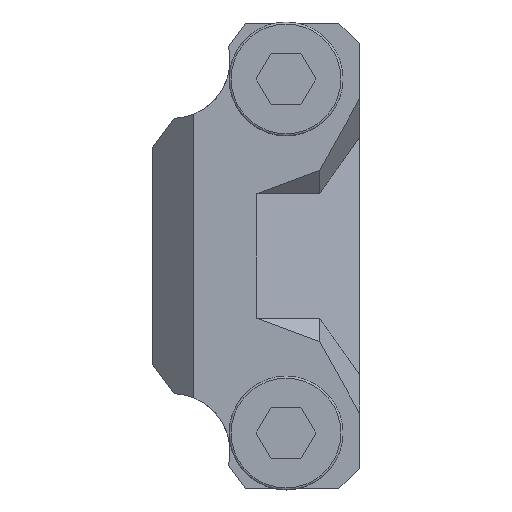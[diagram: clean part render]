
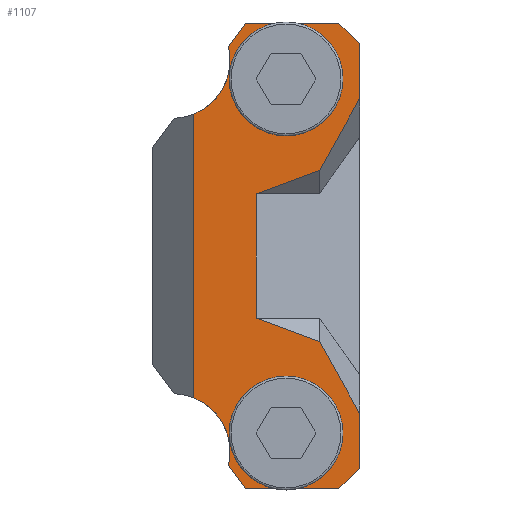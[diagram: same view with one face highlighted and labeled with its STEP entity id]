
A CAD part, front view. The second image highlights one B-rep face of the part: STEP entity #1107.
In plain terms, the highlighted face is planar.
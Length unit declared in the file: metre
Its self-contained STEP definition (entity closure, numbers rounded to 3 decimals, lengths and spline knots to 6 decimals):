
#59=LINE('',#1602,#191);
#63=LINE('',#1610,#195);
#131=LINE('',#1748,#263);
#141=LINE('',#1778,#273);
#144=LINE('',#1784,#276);
#145=LINE('',#1789,#277);
#147=LINE('',#1798,#279);
#148=LINE('',#1799,#280);
#149=LINE('',#1800,#281);
#150=LINE('',#1801,#282);
#151=LINE('',#1803,#283);
#152=LINE('',#1805,#284);
#153=LINE('',#1807,#285);
#154=LINE('',#1809,#286);
#191=VECTOR('',#1307,1.);
#195=VECTOR('',#1311,1.);
#263=VECTOR('',#1425,1.);
#273=VECTOR('',#1455,1.);
#276=VECTOR('',#1460,1.);
#277=VECTOR('',#1467,1.);
#279=VECTOR('',#1477,1.);
#280=VECTOR('',#1478,1.);
#281=VECTOR('',#1479,1.);
#282=VECTOR('',#1480,1.);
#283=VECTOR('',#1481,1.);
#284=VECTOR('',#1482,1.);
#285=VECTOR('',#1483,1.);
#286=VECTOR('',#1484,1.);
#494=ORIENTED_EDGE('',*,*,#634,.F.);
#495=ORIENTED_EDGE('',*,*,#732,.T.);
#496=ORIENTED_EDGE('',*,*,#728,.T.);
#497=ORIENTED_EDGE('',*,*,#708,.F.);
#498=ORIENTED_EDGE('',*,*,#712,.T.);
#499=ORIENTED_EDGE('',*,*,#733,.T.);
#500=ORIENTED_EDGE('',*,*,#717,.F.);
#501=ORIENTED_EDGE('',*,*,#723,.T.);
#502=ORIENTED_EDGE('',*,*,#726,.F.);
#503=ORIENTED_EDGE('',*,*,#734,.T.);
#504=ORIENTED_EDGE('',*,*,#638,.F.);
#505=ORIENTED_EDGE('',*,*,#735,.T.);
#506=ORIENTED_EDGE('',*,*,#736,.T.);
#507=ORIENTED_EDGE('',*,*,#737,.T.);
#508=ORIENTED_EDGE('',*,*,#738,.T.);
#509=ORIENTED_EDGE('',*,*,#739,.T.);
#510=ORIENTED_EDGE('',*,*,#727,.F.);
#511=ORIENTED_EDGE('',*,*,#730,.F.);
#634=EDGE_CURVE('',#777,#778,#59,.T.);
#638=EDGE_CURVE('',#781,#782,#63,.T.);
#708=EDGE_CURVE('',#828,#829,#131,.T.);
#712=EDGE_CURVE('',#828,#831,#860,.T.);
#717=EDGE_CURVE('',#834,#835,#861,.T.);
#723=EDGE_CURVE('',#834,#838,#141,.T.);
#726=EDGE_CURVE('',#840,#838,#144,.T.);
#727=EDGE_CURVE('',#841,#841,#863,.T.);
#728=EDGE_CURVE('',#842,#829,#145,.T.);
#730=EDGE_CURVE('',#843,#843,#864,.T.);
#732=EDGE_CURVE('',#777,#842,#147,.T.);
#733=EDGE_CURVE('',#831,#835,#148,.T.);
#734=EDGE_CURVE('',#840,#782,#149,.F.);
#735=EDGE_CURVE('',#781,#845,#150,.T.);
#736=EDGE_CURVE('',#845,#846,#151,.T.);
#737=EDGE_CURVE('',#846,#847,#152,.T.);
#738=EDGE_CURVE('',#847,#848,#153,.F.);
#739=EDGE_CURVE('',#848,#778,#154,.F.);
#777=VERTEX_POINT('',#1601);
#778=VERTEX_POINT('',#1603);
#781=VERTEX_POINT('',#1609);
#782=VERTEX_POINT('',#1611);
#828=VERTEX_POINT('',#1747);
#829=VERTEX_POINT('',#1749);
#831=VERTEX_POINT('',#1755);
#834=VERTEX_POINT('',#1767);
#835=VERTEX_POINT('',#1768);
#838=VERTEX_POINT('',#1777);
#840=VERTEX_POINT('',#1783);
#841=VERTEX_POINT('',#1787);
#842=VERTEX_POINT('',#1790);
#843=VERTEX_POINT('',#1794);
#845=VERTEX_POINT('',#1802);
#846=VERTEX_POINT('',#1804);
#847=VERTEX_POINT('',#1806);
#848=VERTEX_POINT('',#1808);
#860=CIRCLE('',#1197,0.0028);
#861=CIRCLE('',#1201,0.0028);
#863=CIRCLE('',#1207,0.00165);
#864=CIRCLE('',#1210,0.00165);
#923=EDGE_LOOP('',(#494,#495,#496,#497,#498,#499,#500,#501,#502,#503,#504,
#505,#506,#507,#508,#509));
#924=EDGE_LOOP('',(#510));
#925=EDGE_LOOP('',(#511));
#995=FACE_BOUND('',#923,.T.);
#996=FACE_BOUND('',#924,.T.);
#997=FACE_BOUND('',#925,.T.);
#1048=PLANE('',#1212);
#1107=ADVANCED_FACE('',(#995,#996,#997),#1048,.T.);
#1197=AXIS2_PLACEMENT_3D('',#1756,#1432,#1433);
#1201=AXIS2_PLACEMENT_3D('',#1766,#1444,#1445);
#1207=AXIS2_PLACEMENT_3D('',#1786,#1463,#1464);
#1210=AXIS2_PLACEMENT_3D('',#1793,#1471,#1472);
#1212=AXIS2_PLACEMENT_3D('',#1797,#1475,#1476);
#1307=DIRECTION('',(0.,-1.,0.));
#1311=DIRECTION('',(0.,-1.,0.));
#1425=DIRECTION('',(-0.6,0.8,0.));
#1432=DIRECTION('',(0.,0.,1.));
#1433=DIRECTION('',(0.,1.,0.));
#1444=DIRECTION('',(0.,0.,-1.));
#1445=DIRECTION('',(0.,1.,0.));
#1455=DIRECTION('',(-0.6,-0.8,0.));
#1460=DIRECTION('',(1.,0.,0.));
#1463=DIRECTION('',(0.,0.,-1.));
#1464=DIRECTION('',(0.,1.,0.));
#1467=DIRECTION('',(1.,0.,0.));
#1471=DIRECTION('',(0.,0.,-1.));
#1472=DIRECTION('',(0.,1.,0.));
#1475=DIRECTION('',(0.,0.,-1.));
#1476=DIRECTION('',(1.,0.,0.));
#1477=DIRECTION('',(0.707,0.707,0.));
#1478=DIRECTION('',(0.,-1.,0.));
#1479=DIRECTION('',(0.707,-0.707,0.));
#1480=DIRECTION('',(0.489,0.872,0.));
#1481=DIRECTION('',(0.937,0.348,0.));
#1482=DIRECTION('',(0.,1.,0.));
#1483=DIRECTION('',(0.937,-0.348,0.));
#1484=DIRECTION('',(0.489,-0.872,0.));
#1601=CARTESIAN_POINT('',(-0.02205,-0.009,-0.0134));
#1602=CARTESIAN_POINT('',(-0.02205,-0.0219,-0.0134));
#1603=CARTESIAN_POINT('',(-0.02205,-0.011664,-0.0134));
#1609=CARTESIAN_POINT('',(-0.02205,-0.026836,-0.0134));
#1610=CARTESIAN_POINT('',(-0.02205,-0.0219,-0.0134));
#1611=CARTESIAN_POINT('',(-0.02205,-0.0295,-0.0134));
#1747=CARTESIAN_POINT('',(-0.015715,-0.009114,-0.0134));
#1748=CARTESIAN_POINT('',(-0.016132,-0.008557,-0.0134));
#1749=CARTESIAN_POINT('',(-0.01655,-0.008,-0.0134));
#1755=CARTESIAN_POINT('',(-0.01405,-0.012396,-0.0134));
#1756=CARTESIAN_POINT('',(-0.013,-0.0098,-0.0134));
#1766=CARTESIAN_POINT('',(-0.013,-0.0287,-0.0134));
#1767=CARTESIAN_POINT('',(-0.015715,-0.029386,-0.0134));
#1768=CARTESIAN_POINT('',(-0.01405,-0.026104,-0.0134));
#1777=CARTESIAN_POINT('',(-0.01655,-0.0305,-0.0134));
#1778=CARTESIAN_POINT('',(-0.016132,-0.029943,-0.0134));
#1783=CARTESIAN_POINT('',(-0.02105,-0.0305,-0.0134));
#1784=CARTESIAN_POINT('',(-0.0193,-0.0305,-0.0134));
#1786=CARTESIAN_POINT('',(-0.0185,-0.0107,-0.0134));
#1787=CARTESIAN_POINT('',(-0.0185,-0.00905,-0.0134));
#1789=CARTESIAN_POINT('',(-0.0193,-0.008,-0.0134));
#1790=CARTESIAN_POINT('',(-0.02105,-0.008,-0.0134));
#1793=CARTESIAN_POINT('',(-0.0185,-0.0278,-0.0134));
#1794=CARTESIAN_POINT('',(-0.0185,-0.02615,-0.0134));
#1797=CARTESIAN_POINT('',(0.,-0.0214,-0.0134));
#1798=CARTESIAN_POINT('',(-0.017225,-0.004175,-0.0134));
#1799=CARTESIAN_POINT('',(-0.01405,-0.0214,-0.0134));
#1800=CARTESIAN_POINT('',(-0.015075,-0.036475,-0.0134));
#1801=CARTESIAN_POINT('',(-0.014468,-0.013297,-0.0134));
#1802=CARTESIAN_POINT('',(-0.02012,-0.02339,-0.0134));
#1803=CARTESIAN_POINT('',(-0.019247,-0.023066,-0.0134));
#1804=CARTESIAN_POINT('',(-0.01705,-0.02225,-0.0134));
#1805=CARTESIAN_POINT('',(-0.01705,-0.02425,-0.0134));
#1806=CARTESIAN_POINT('',(-0.01705,-0.01625,-0.0134));
#1807=CARTESIAN_POINT('',(-0.020552,-0.014949,-0.0134));
#1808=CARTESIAN_POINT('',(-0.02012,-0.01511,-0.0134));
#1809=CARTESIAN_POINT('',(-0.012635,-0.028476,-0.0134));
